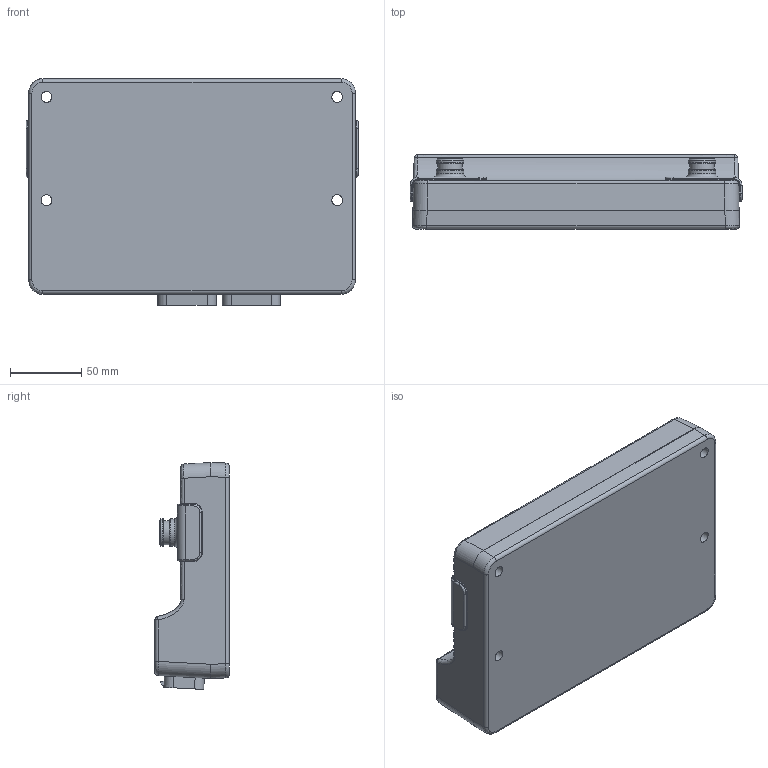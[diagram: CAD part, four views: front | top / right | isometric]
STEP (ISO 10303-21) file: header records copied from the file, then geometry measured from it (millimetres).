
FILE_DESCRIPTION(('FreeCAD Model'),'2;1');
FILE_NAME('Open CASCADE Shape Model','2025-05-03T20:03:52',('FreeCAD'),( 'FreeCAD'),'Open CASCADE STEP processor 7.6','FreeCAD','Unknown');
FILE_SCHEMA(('AUTOMOTIVE_DESIGN { 1 0 10303 214 1 1 1 1 }'));
Products named in the file (1): Open CASCADE STEP translator 7.6 1
Bounding box: 232.46 x 51.98 x 158.83 mm (x, y, z)
Volume: 1323314.7 mm3; surface area: 134677 mm2
Topology: 3 solids, 8 shells, 1302 faces, 3649 edges, 2394 vertices
Faces by surface type: bspline 1302
Entity records: 40187 total; most frequent: CARTESIAN_POINT 20931, ORIENTED_EDGE 7286, EDGE_CURVE 3643, VERTEX_POINT 2394, B_SPLINE_CURVE_WITH_KNOTS 1607, FACE_BOUND 1347, EDGE_LOOP 1347, ADVANCED_FACE 1302
